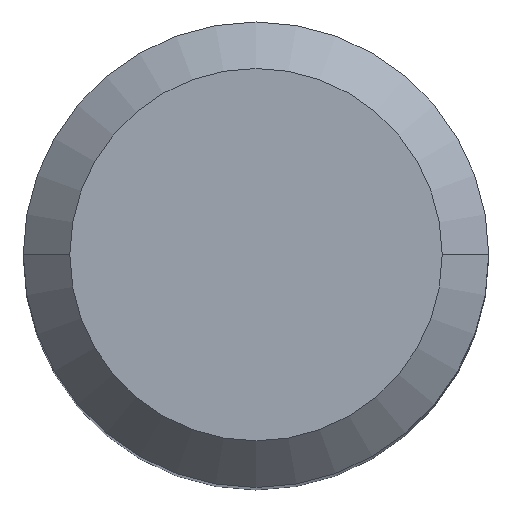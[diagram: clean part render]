
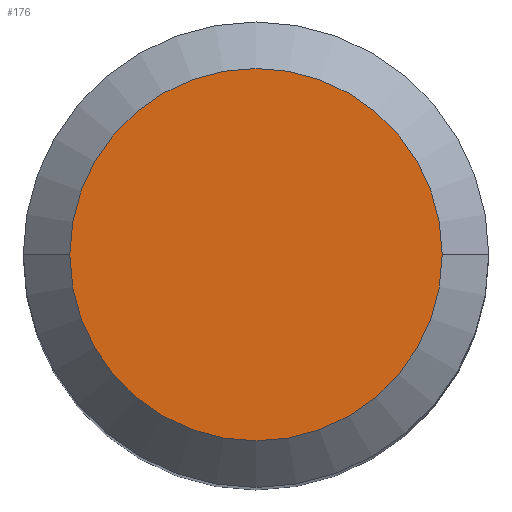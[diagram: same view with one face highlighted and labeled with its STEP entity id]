
A CAD part, top view. The second image highlights one B-rep face of the part: STEP entity #176.
In plain terms, the highlighted planar face has unit normal (0, 0, 1).
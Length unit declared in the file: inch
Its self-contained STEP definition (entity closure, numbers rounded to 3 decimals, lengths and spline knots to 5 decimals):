
#18 = EDGE_CURVE ( 'NONE', #147, #366, #406, .T. ) ;
#26 = AXIS2_PLACEMENT_3D ( 'NONE', #466, #124, #273 ) ;
#44 = DIRECTION ( 'NONE',  ( 0., 0., 1. ) ) ;
#61 = CARTESIAN_POINT ( 'NONE',  ( 0., 0., 0. ) ) ;
#83 = CARTESIAN_POINT ( 'NONE',  ( 0., 0., 0. ) ) ;
#124 = DIRECTION ( 'NONE',  ( 0., 0., -1. ) ) ;
#129 = DIRECTION ( 'NONE',  ( 1., 0., 0. ) ) ;
#142 = EDGE_LOOP ( 'NONE', ( #481, #173 ) ) ;
#147 = VERTEX_POINT ( 'NONE', #296 ) ;
#150 = DIRECTION ( 'NONE',  ( 0., 0., 1. ) ) ;
#162 = AXIS2_PLACEMENT_3D ( 'NONE', #83, #44, #129 ) ;
#173 = ORIENTED_EDGE ( 'NONE', *, *, #259, .T. ) ;
#176 = ADVANCED_FACE ( 'NONE', ( #474 ), #201, .F. ) ;
#201 = PLANE ( 'NONE',  #26 ) ;
#259 = EDGE_CURVE ( 'NONE', #366, #147, #363, .T. ) ;
#273 = DIRECTION ( 'NONE',  ( -1., 0., 0. ) ) ;
#285 = AXIS2_PLACEMENT_3D ( 'NONE', #61, #150, #373 ) ;
#296 = CARTESIAN_POINT ( 'NONE',  ( -0.22048, 0., 0. ) ) ;
#363 = CIRCLE ( 'NONE', #162, 0.22048 ) ;
#366 = VERTEX_POINT ( 'NONE', #383 ) ;
#373 = DIRECTION ( 'NONE',  ( 1., 0., 0. ) ) ;
#383 = CARTESIAN_POINT ( 'NONE',  ( 0.22048, 0., 0. ) ) ;
#406 = CIRCLE ( 'NONE', #285, 0.22048 ) ;
#466 = CARTESIAN_POINT ( 'NONE',  ( 0., 0., 0. ) ) ;
#474 = FACE_OUTER_BOUND ( 'NONE', #142, .T. ) ;
#481 = ORIENTED_EDGE ( 'NONE', *, *, #18, .T. ) ;
